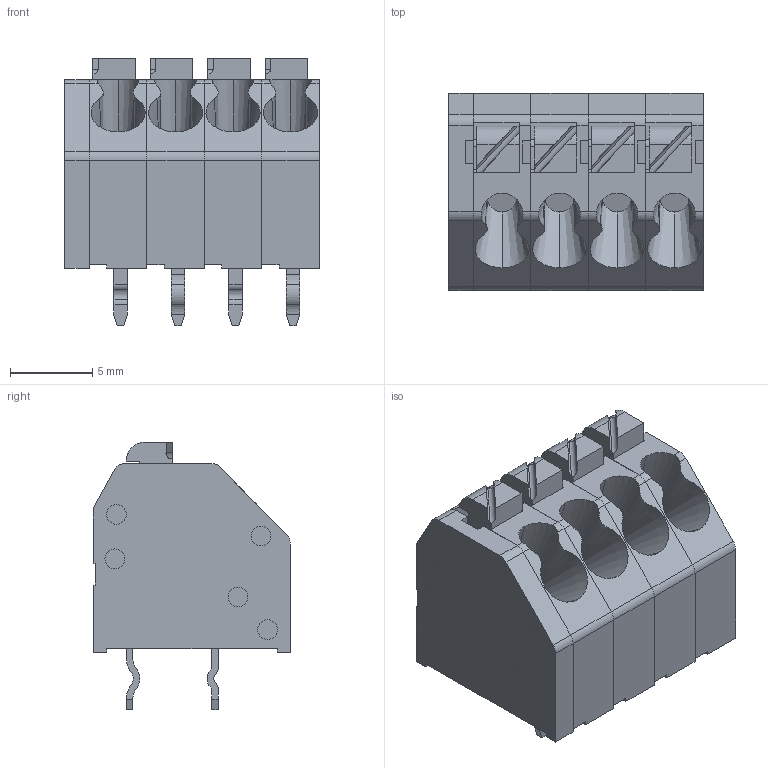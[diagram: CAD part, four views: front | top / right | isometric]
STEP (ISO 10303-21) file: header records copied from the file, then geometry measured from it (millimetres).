
FILE_DESCRIPTION(('STEP AP242'),'1');
FILE_NAME('691412120004b.stp','2022-04-04T17:35:50',('TraceParts'),('TraceParts S.A.'),'Spatial InterOp 3D',' ',' ');
FILE_SCHEMA(('AP242_MANAGED_MODEL_BASED_3D_ENGINEERING_MIM_LF {1 0 10303 442 1 1 4}'));
Length unit declared in the file: millimetre
Products named in the file (1): 691412120004b_1
Bounding box: 15.5 x 12 x 16.3 mm (x, y, z)
Volume: 1398.8 mm3; surface area: 3668.3 mm2
Topology: 13 solids, 13 shells, 666 faces, 1822 edges, 1227 vertices
Faces by surface type: plane 449, cylinder 185, cone 16, bspline 16
Entity records: 27921 total; most frequent: CARTESIAN_POINT 5264, ORIENTED_EDGE 3644, DIRECTION 3551, EDGE_CURVE 1822, LINE 1275, VECTOR 1275, VERTEX_POINT 1227, AXIS2_PLACEMENT_3D 1138
